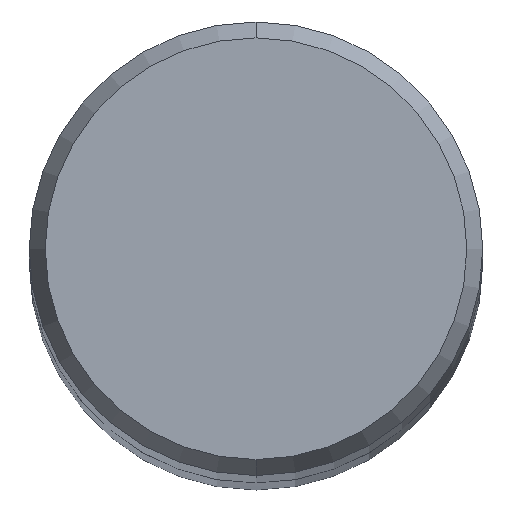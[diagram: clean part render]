
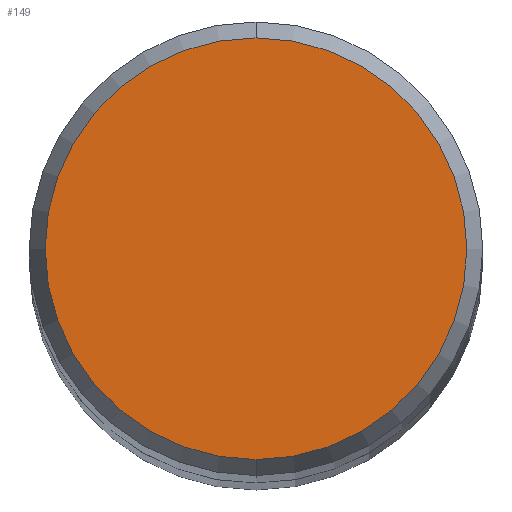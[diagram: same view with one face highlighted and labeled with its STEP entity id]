
A CAD part, top view. The second image highlights one B-rep face of the part: STEP entity #149.
In plain terms, the highlighted planar face has unit normal (0, 0, 1).
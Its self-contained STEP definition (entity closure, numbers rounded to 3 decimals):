
#105=VERTEX_POINT('',#229);
#117=VERTEX_POINT('',#241);
#149=ADVANCED_FACE('',(#275),#276,.T.);
#151=EDGE_CURVE('',#117,#105,#278,.T.);
#173=EDGE_CURVE('',#105,#117,#304,.T.);
#229=CARTESIAN_POINT('',(0.0,3.035,0.0));
#241=CARTESIAN_POINT('',(0.,-3.035,0.0));
#275=FACE_OUTER_BOUND('',#416,.T.);
#276=PLANE('',#417);
#278=CIRCLE('',#420,3.035);
#304=CIRCLE('',#455,3.035);
#416=EDGE_LOOP('',(#545,#546));
#417=AXIS2_PLACEMENT_3D('',#547,#548,#549);
#420=AXIS2_PLACEMENT_3D('',#550,#551,#552);
#455=AXIS2_PLACEMENT_3D('',#593,#594,#595);
#545=ORIENTED_EDGE('',*,*,#173,.F.);
#546=ORIENTED_EDGE('',*,*,#151,.F.);
#547=CARTESIAN_POINT('',(0.0,1.517,0.0));
#548=DIRECTION('',(-0.0,0.0,1.0));
#549=DIRECTION('',(0.0,-1.0,0.0));
#550=CARTESIAN_POINT('',(0.0,0.0,0.0));
#551=DIRECTION('',(0.0,0.0,-1.0));
#552=DIRECTION('',(0.0,1.0,0.0));
#593=CARTESIAN_POINT('',(0.0,0.0,0.0));
#594=DIRECTION('',(0.0,0.0,-1.0));
#595=DIRECTION('',(0.0,1.0,0.0));
